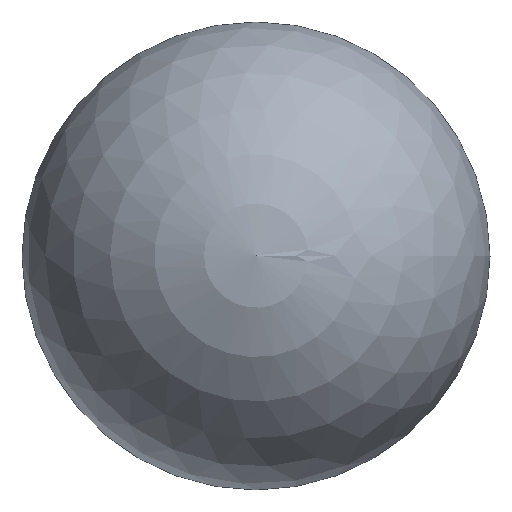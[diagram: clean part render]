
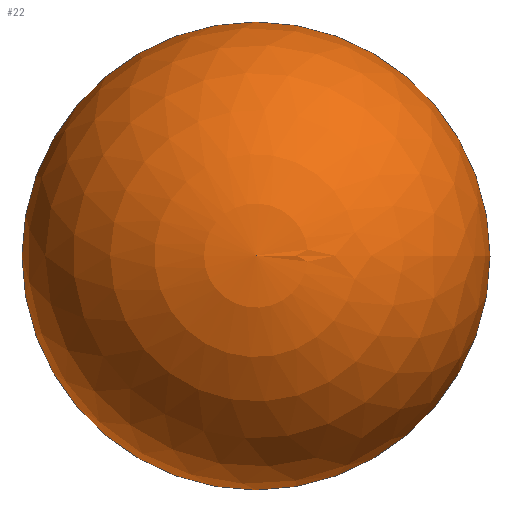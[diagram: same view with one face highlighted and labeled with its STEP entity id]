
A CAD part, top view. The second image highlights one B-rep face of the part: STEP entity #22.
In plain terms, the highlighted spherical face has radius 40 mm.
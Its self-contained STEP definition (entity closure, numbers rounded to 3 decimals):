
#2 = SPHERICAL_SURFACE ( 'NONE', #67, 40. ) ;
#3 = DIRECTION ( 'NONE',  ( 1., 0., 0. ) ) ;
#4 = DIRECTION ( 'NONE',  ( 0., 0., -1. ) ) ;
#5 = CIRCLE ( 'NONE', #61, 40. ) ;
#10 = CARTESIAN_POINT ( 'NONE',  ( 0., 0., 0. ) ) ;
#11 = DIRECTION ( 'NONE',  ( -1., 0., 0. ) ) ;
#12 = CARTESIAN_POINT ( 'NONE',  ( 0., 0., 0. ) ) ;
#17 = VERTEX_POINT ( 'NONE', #46 ) ;
#22 = ADVANCED_FACE ( 'NONE', ( #74 ), #2, .T. ) ;
#25 = CIRCLE ( 'NONE', #50, 40. ) ;
#27 = VERTEX_POINT ( 'NONE', #35 ) ;
#28 = DIRECTION ( 'NONE',  ( 0., 0., 1. ) ) ;
#29 = CARTESIAN_POINT ( 'NONE',  ( 0., 0., 0. ) ) ;
#33 = EDGE_CURVE ( 'NONE', #17, #27, #25, .T. ) ;
#35 = CARTESIAN_POINT ( 'NONE',  ( 0., 40., 0. ) ) ;
#37 = DIRECTION ( 'NONE',  ( 1., 0., 0. ) ) ;
#42 = EDGE_CURVE ( 'NONE', #17, #27, #5, .T. ) ;
#45 = DIRECTION ( 'NONE',  ( 0., 0., -1. ) ) ;
#46 = CARTESIAN_POINT ( 'NONE',  ( 0., -40., 0. ) ) ;
#49 = EDGE_LOOP ( 'NONE', ( #89, #88 ) ) ;
#50 = AXIS2_PLACEMENT_3D ( 'NONE', #10, #28, #37 ) ;
#61 = AXIS2_PLACEMENT_3D ( 'NONE', #29, #4, #11 ) ;
#67 = AXIS2_PLACEMENT_3D ( 'NONE', #12, #45, #3 ) ;
#74 = FACE_OUTER_BOUND ( 'NONE', #49, .T. ) ;
#88 = ORIENTED_EDGE ( 'NONE', *, *, #33, .T. ) ;
#89 = ORIENTED_EDGE ( 'NONE', *, *, #42, .F. ) ;
